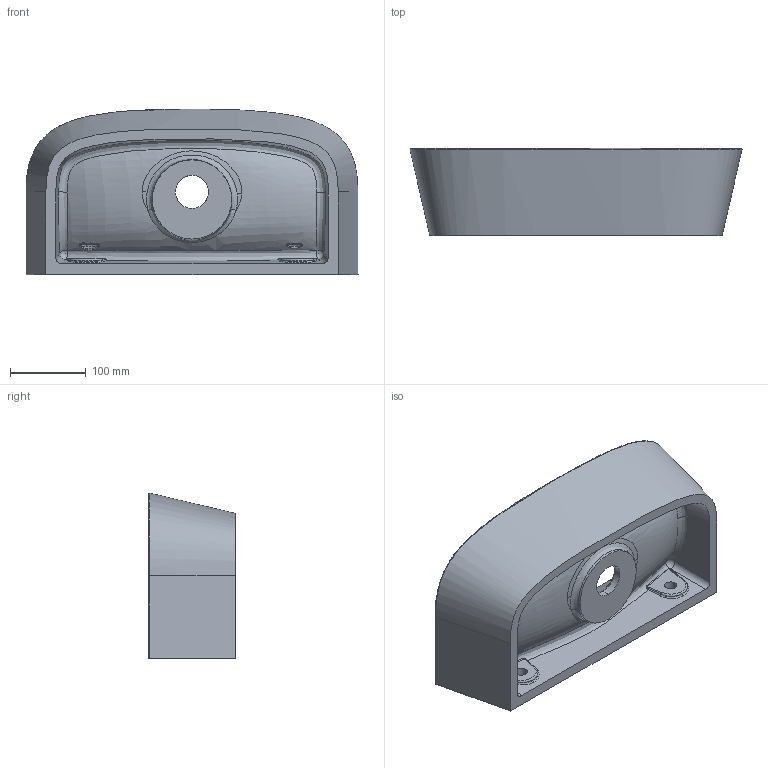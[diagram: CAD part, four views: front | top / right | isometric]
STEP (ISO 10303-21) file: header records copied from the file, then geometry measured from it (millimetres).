
FILE_DESCRIPTION (( 'STEP AP203' ), '1' );
FILE_NAME ('F5494041.STEP', '2021-01-07T08:16:19', ( 'admin' ), ( 'Hewlett-Packard Company' ), 'SwSTEP 2.0', 'SolidWorks 2019', '' );
FILE_SCHEMA (( 'CONFIG_CONTROL_DESIGN' ));
Length unit declared in the file: millimetre
Products named in the file (1): F5494041
Bounding box: 439.69 x 115 x 219.72 mm (x, y, z)
Volume: 3272514 mm3; surface area: 375104.3 mm2
Topology: 1 solids, 1 shells, 101 faces, 255 edges, 156 vertices
Faces by surface type: bspline 59, cylinder 21, plane 12, sphere 5, cone 2, torus 2
Entity records: 38292 total; most frequent: CARTESIAN_POINT 36290, ORIENTED_EDGE 496, DIRECTION 272, EDGE_CURVE 248, VERTEX_POINT 153, AXIS2_PLACEMENT_3D 118, B_SPLINE_CURVE_WITH_KNOTS 111, EDGE_LOOP 111
